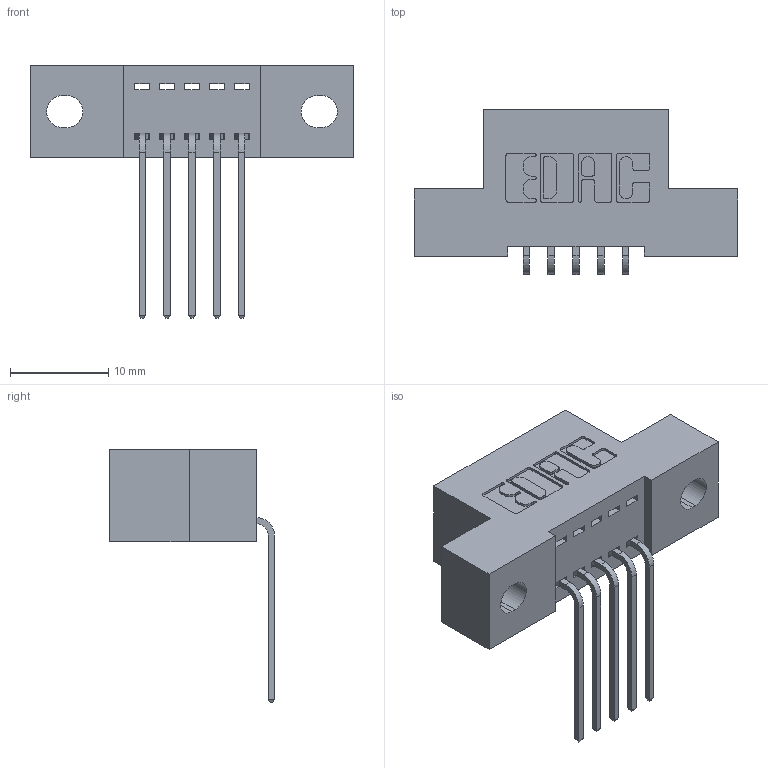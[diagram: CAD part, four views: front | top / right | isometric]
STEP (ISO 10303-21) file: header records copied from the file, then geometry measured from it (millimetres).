
FILE_DESCRIPTION (( 'STEP AP203' ), '1' );
FILE_NAME ('342-005-559-102.STEP', '2018-08-10T11:13:59', ( '' ), ( '' ), 'SwSTEP 2.0', 'SolidWorks 2016', '' );
FILE_SCHEMA (( 'CONFIG_CONTROL_DESIGN' ));
Length unit declared in the file: inch
Products named in the file (3): 342 Part_.128 Slot; 345-292-001_558 559 Tail - 1; 342-005-559-102
Assembly tree (6 placements, depth 2):
  342-005-559-102
    342 Part_.128 Slot
    345-292-001_558 559 Tail - 1  x5
Bounding box: 33.02 x 16.83 x 25.78 mm (x, y, z)
Volume: 2723.4 mm3; surface area: 3162.6 mm2
Topology: 6 solids, 6 shells, 414 faces, 1221 edges, 806 vertices
Faces by surface type: plane 290, cylinder 124
Entity records: 7929 total; most frequent: CARTESIAN_POINT 1381, ORIENTED_EDGE 1322, DIRECTION 1239, EDGE_CURVE 661, LINE 533, VECTOR 533, VERTEX_POINT 438, AXIS2_PLACEMENT_3D 353
